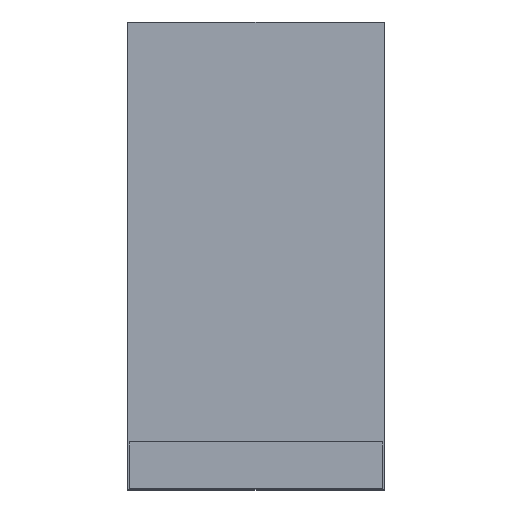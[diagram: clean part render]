
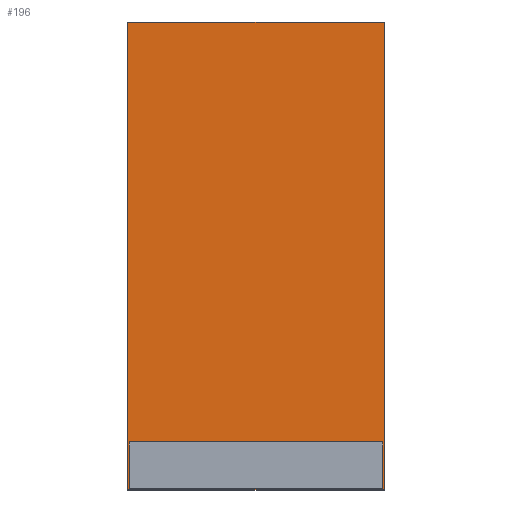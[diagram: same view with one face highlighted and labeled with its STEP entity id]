
A CAD part, top view. The second image highlights one B-rep face of the part: STEP entity #196.
In plain terms, the highlighted planar face has unit normal (0, 0, 1).
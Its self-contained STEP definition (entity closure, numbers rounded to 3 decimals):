
#14=FACE_BOUND('',#36,.T.);
#24=FACE_OUTER_BOUND('',#35,.T.);
#35=EDGE_LOOP('',(#162,#163,#164,#165));
#36=EDGE_LOOP('',(#166,#167,#168,#169));
#43=LINE('',#285,#67);
#46=LINE('',#290,#70);
#47=LINE('',#293,#71);
#49=LINE('',#296,#73);
#52=LINE('',#304,#76);
#55=LINE('',#310,#79);
#58=LINE('',#316,#82);
#61=LINE('',#320,#85);
#67=VECTOR('',#234,10.);
#70=VECTOR('',#239,10.);
#71=VECTOR('',#242,10.);
#73=VECTOR('',#246,10.);
#76=VECTOR('',#251,10.);
#79=VECTOR('',#256,10.);
#82=VECTOR('',#261,10.);
#85=VECTOR('',#266,10.);
#90=VERTEX_POINT('',#282);
#91=VERTEX_POINT('',#284);
#92=VERTEX_POINT('',#288);
#93=VERTEX_POINT('',#292);
#96=VERTEX_POINT('',#301);
#97=VERTEX_POINT('',#303);
#99=VERTEX_POINT('',#309);
#101=VERTEX_POINT('',#315);
#107=EDGE_CURVE('',#91,#90,#43,.T.);
#110=EDGE_CURVE('',#90,#92,#46,.T.);
#111=EDGE_CURVE('',#93,#91,#47,.T.);
#113=EDGE_CURVE('',#92,#93,#49,.T.);
#116=EDGE_CURVE('',#97,#96,#52,.T.);
#119=EDGE_CURVE('',#99,#97,#55,.T.);
#122=EDGE_CURVE('',#101,#99,#58,.T.);
#125=EDGE_CURVE('',#96,#101,#61,.T.);
#162=ORIENTED_EDGE('',*,*,#125,.T.);
#163=ORIENTED_EDGE('',*,*,#122,.T.);
#164=ORIENTED_EDGE('',*,*,#119,.T.);
#165=ORIENTED_EDGE('',*,*,#116,.T.);
#166=ORIENTED_EDGE('',*,*,#113,.T.);
#167=ORIENTED_EDGE('',*,*,#111,.T.);
#168=ORIENTED_EDGE('',*,*,#107,.T.);
#169=ORIENTED_EDGE('',*,*,#110,.T.);
#183=PLANE('',#221);
#196=ADVANCED_FACE('',(#24,#14),#183,.T.);
#221=AXIS2_PLACEMENT_3D('',#321,#267,#268);
#234=DIRECTION('',(1.,0.,0.));
#239=DIRECTION('',(0.,-1.,0.));
#242=DIRECTION('',(0.,1.,0.));
#246=DIRECTION('',(-1.,0.,0.));
#251=DIRECTION('',(0.,1.,0.));
#256=DIRECTION('',(1.,0.,0.));
#261=DIRECTION('',(0.,-1.,0.));
#266=DIRECTION('',(-1.,0.,0.));
#267=DIRECTION('center_axis',(0.,0.,1.));
#268=DIRECTION('ref_axis',(1.,0.,0.));
#282=CARTESIAN_POINT('',(-83.132,49.789,6.3));
#284=CARTESIAN_POINT('',(-124.632,49.789,6.3));
#285=CARTESIAN_POINT('',(-124.632,49.789,6.3));
#288=CARTESIAN_POINT('',(-83.132,42.198,6.3));
#290=CARTESIAN_POINT('',(-83.132,49.789,6.3));
#292=CARTESIAN_POINT('',(-124.632,42.198,6.3));
#293=CARTESIAN_POINT('',(-124.632,42.198,6.3));
#296=CARTESIAN_POINT('',(-83.132,42.198,6.3));
#301=CARTESIAN_POINT('',(-82.882,118.448,6.3));
#303=CARTESIAN_POINT('',(-82.882,41.948,6.3));
#304=CARTESIAN_POINT('',(-82.882,118.448,6.3));
#309=CARTESIAN_POINT('',(-124.882,41.948,6.3));
#310=CARTESIAN_POINT('',(-82.882,41.948,6.3));
#315=CARTESIAN_POINT('',(-124.882,118.448,6.3));
#316=CARTESIAN_POINT('',(-124.882,41.948,6.3));
#320=CARTESIAN_POINT('',(-124.882,118.448,6.3));
#321=CARTESIAN_POINT('Origin',(-103.882,80.198,6.3));
